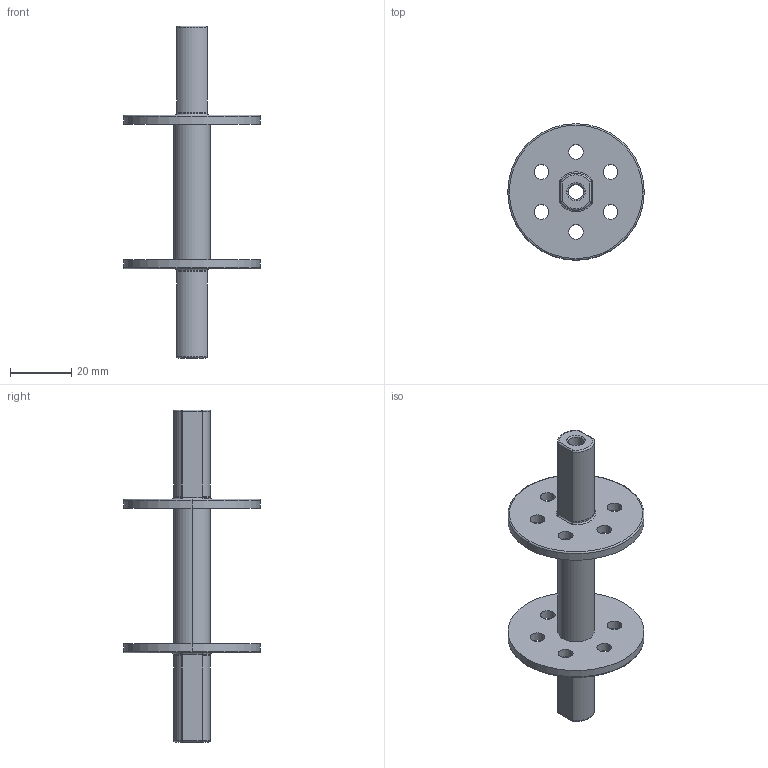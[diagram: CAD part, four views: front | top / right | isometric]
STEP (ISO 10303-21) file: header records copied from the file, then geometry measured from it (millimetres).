
FILE_DESCRIPTION (( 'STEP AP214' ), '1' );
FILE_NAME ('Eje de rotación para el eje de cierre rápido - Rueda generadora de energía - MARK III V2.STEP', '2021-05-26T01:52:06', ( '' ), ( '' ), 'SwSTEP 2.0', 'SolidWorks 2019', '' );
FILE_SCHEMA (( 'AUTOMOTIVE_DESIGN' ));
Length unit declared in the file: millimetre
Products named in the file (1): Eje de rotación para el eje de cierre rápido - Rueda generadora de energía - MARK III V2
Bounding box: 44.4 x 44.4 x 108 mm (x, y, z)
Volume: 17514.6 mm3; surface area: 12269.3 mm2
Topology: 1 solids, 1 shells, 98 faces, 228 edges, 136 vertices
Faces by surface type: cylinder 60, torus 22, plane 10, sphere 6
Entity records: 2914 total; most frequent: DIRECTION 570, CARTESIAN_POINT 483, ORIENTED_EDGE 456, AXIS2_PLACEMENT_3D 247, EDGE_CURVE 228, CIRCLE 148, VERTEX_POINT 136, EDGE_LOOP 128
